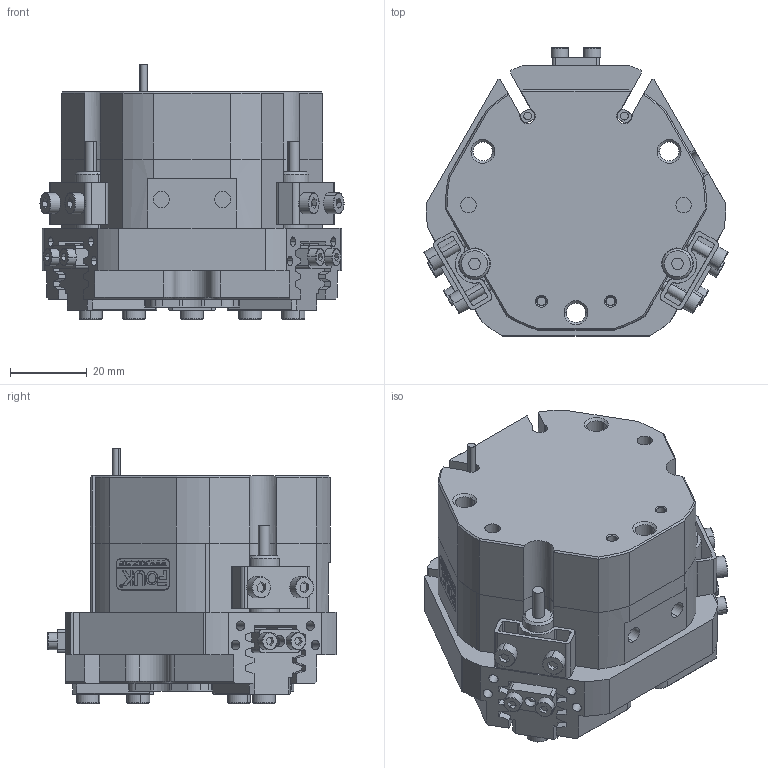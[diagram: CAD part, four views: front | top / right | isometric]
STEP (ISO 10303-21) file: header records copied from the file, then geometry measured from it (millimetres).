
FILE_DESCRIPTION (( 'STEP AP203' ), '1' );
FILE_NAME ('FZ42-78-NO.STEP', '2025-03-27T07:12:34', ( 'USER-' ), ( 'Microsoft' ), 'SwSTEP 2.0', 'SolidWorks 2018', '' );
FILE_SCHEMA (( 'CONFIG_CONTROL_DESIGN' ));
Length unit declared in the file: millimetre
Products named in the file (14): FZ42-78-NO; TZT42-78-M-02 喘倛賑輸; 内六角圆柱头螺钉[GBT70_1-2008][M3×10]_M3×10; ﾏ擎ﾗ6｡ﾁ4｡ﾁ5; 棠羲換覜ん; TZT42-78-NC-22 晊扥极; 16x8-R1.5; 苤覜聆假蚾璃; TZT42-78-M-01 褲极; 揤輸蚾饜极; 8x18諉輪羲壽; TZT42-78-M-06 笢猾啣; 内六角圆柱头螺钉[GBT70_1-2008][M2.5×8]_M2.5×8; 20241021-M3 換覜ん揤輸蛌
Assembly tree (29 placements, depth 3):
  FZ42-78-NO
    TZT42-78-M-01 褲极
    TZT42-78-M-02 喘倛賑輸  x3
    TZT42-78-M-06 笢猾啣
    8x18諉輪羲壽  x2
    20241021-M3 換覜ん揤輸蛌  x2
    16x8-R1.5
    棠羲換覜ん  x2
    内六角圆柱头螺钉[GBT70_1-2008][M3×10]_M3×10  x4
    ﾏ擎ﾗ6｡ﾁ4｡ﾁ5  x6
    揤輸蚾饜极  x3
      内六角圆柱头螺钉[GBT70_1-2008][M2.5×8]_M2.5×8
      苤覜聆假蚾璃
    TZT42-78-NC-22 晊扥极
Bounding box: 79.15 x 74.99 x 66.51 mm (x, y, z)
Volume: 180443.1 mm3; surface area: 60216.9 mm2
Topology: 32 solids, 39 shells, 1718 faces, 4420 edges, 2814 vertices
Faces by surface type: plane 805, cylinder 494, cone 224, bspline 155, torus 40
Entity records: 44203 total; most frequent: CARTESIAN_POINT 12966, ORIENTED_EDGE 6272, DIRECTION 5745, EDGE_CURVE 3136, VERTEX_POINT 2044, LINE 2003, VECTOR 2003, AXIS2_PLACEMENT_3D 1871
